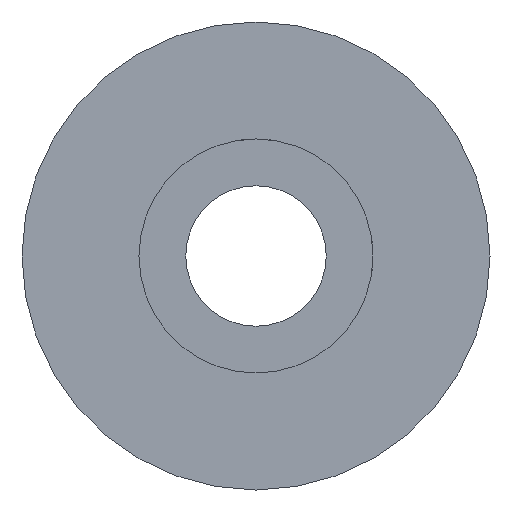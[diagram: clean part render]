
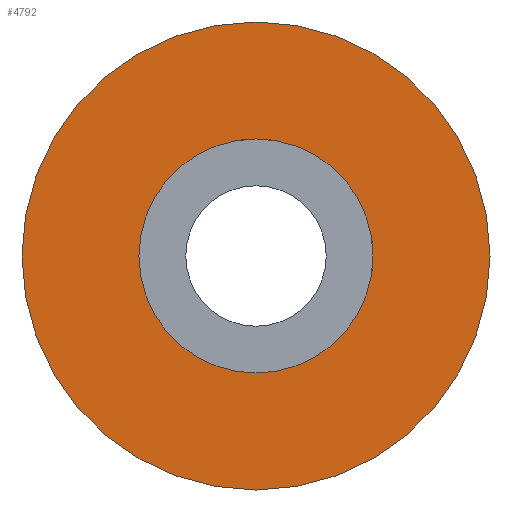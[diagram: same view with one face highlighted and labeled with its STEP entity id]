
A CAD part, front view. The second image highlights one B-rep face of the part: STEP entity #4792.
In plain terms, the highlighted planar face has unit normal (0, -1, 0).
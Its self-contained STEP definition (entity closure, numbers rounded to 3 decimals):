
#31=FACE_BOUND('',#553,.T.);
#37=PLANE('',#5552);
#291=FACE_OUTER_BOUND('',#552,.T.);
#552=EDGE_LOOP('',(#4050));
#553=EDGE_LOOP('',(#4051));
#1303=CIRCLE('',#5065,20.);
#1368=CIRCLE('',#5196,10.);
#1799=VERTEX_POINT('',#7884);
#1929=VERTEX_POINT('',#8345);
#2304=EDGE_CURVE('',#1799,#1799,#1303,.T.);
#2501=EDGE_CURVE('',#1929,#1929,#1368,.T.);
#4050=ORIENTED_EDGE('',*,*,#2304,.T.);
#4051=ORIENTED_EDGE('',*,*,#2501,.F.);
#4792=ADVANCED_FACE('',(#291,#31),#37,.T.);
#5065=AXIS2_PLACEMENT_3D('',#7886,#6075,#6076);
#5196=AXIS2_PLACEMENT_3D('',#8347,#6465,#6466);
#5552=AXIS2_PLACEMENT_3D('',#8935,#7293,#7294);
#6075=DIRECTION('center_axis',(0.,-1.,0.));
#6076=DIRECTION('ref_axis',(0.,0.,-1.));
#6465=DIRECTION('center_axis',(0.,-1.,0.));
#6466=DIRECTION('ref_axis',(0.,0.,-1.));
#7293=DIRECTION('center_axis',(0.,-1.,0.));
#7294=DIRECTION('ref_axis',(0.,0.,-1.));
#7884=CARTESIAN_POINT('',(0.,5.9,-20.));
#7886=CARTESIAN_POINT('Origin',(0.,5.9,0.));
#8345=CARTESIAN_POINT('',(0.,5.9,10.));
#8347=CARTESIAN_POINT('Origin',(0.,5.9,0.));
#8935=CARTESIAN_POINT('Origin',(0.,5.9,0.));
